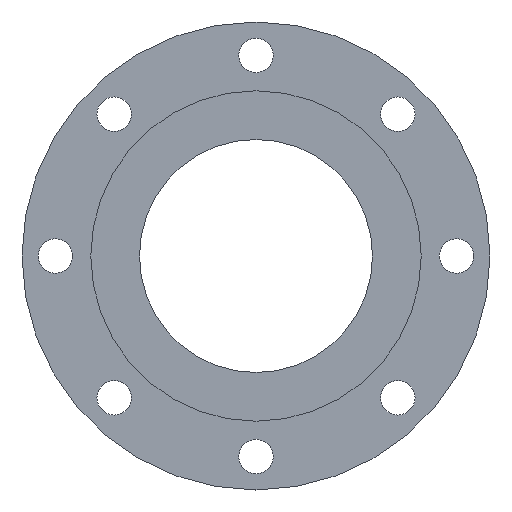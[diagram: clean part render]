
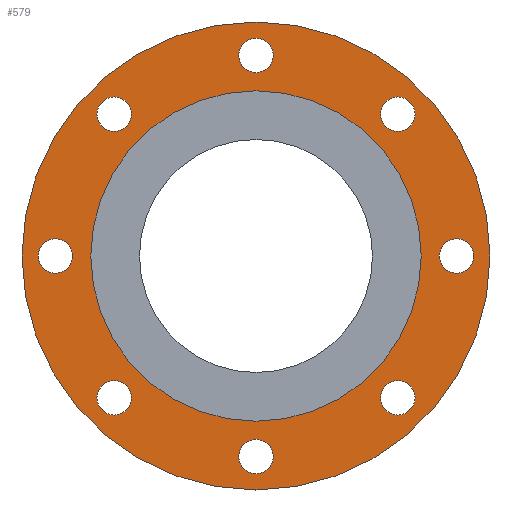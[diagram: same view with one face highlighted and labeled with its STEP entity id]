
A CAD part, front view. The second image highlights one B-rep face of the part: STEP entity #579.
In plain terms, the highlighted planar face has unit normal (0, -1, 0).
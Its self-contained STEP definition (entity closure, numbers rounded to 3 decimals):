
#23=FACE_BOUND('',#122,.T.);
#24=FACE_BOUND('',#123,.T.);
#25=FACE_BOUND('',#124,.T.);
#26=FACE_BOUND('',#125,.T.);
#27=FACE_BOUND('',#126,.T.);
#28=FACE_BOUND('',#127,.T.);
#29=FACE_BOUND('',#128,.T.);
#30=FACE_BOUND('',#129,.T.);
#31=FACE_BOUND('',#130,.T.);
#53=PLANE('',#669);
#82=FACE_OUTER_BOUND('',#121,.T.);
#121=EDGE_LOOP('',(#456));
#122=EDGE_LOOP('',(#457));
#123=EDGE_LOOP('',(#458));
#124=EDGE_LOOP('',(#459));
#125=EDGE_LOOP('',(#460));
#126=EDGE_LOOP('',(#461));
#127=EDGE_LOOP('',(#462));
#128=EDGE_LOOP('',(#463));
#129=EDGE_LOOP('',(#464));
#130=EDGE_LOOP('',(#465));
#204=CIRCLE('',#613,9.);
#208=CIRCLE('',#619,9.);
#212=CIRCLE('',#625,9.);
#216=CIRCLE('',#631,9.);
#220=CIRCLE('',#637,9.);
#224=CIRCLE('',#643,9.);
#228=CIRCLE('',#649,9.);
#232=CIRCLE('',#655,9.);
#241=CIRCLE('',#668,122.5);
#242=CIRCLE('',#670,86.5);
#253=VERTEX_POINT('',#875);
#257=VERTEX_POINT('',#887);
#261=VERTEX_POINT('',#899);
#265=VERTEX_POINT('',#911);
#269=VERTEX_POINT('',#923);
#273=VERTEX_POINT('',#935);
#277=VERTEX_POINT('',#947);
#281=VERTEX_POINT('',#959);
#288=VERTEX_POINT('',#1008);
#289=VERTEX_POINT('',#1012);
#301=EDGE_CURVE('',#253,#253,#204,.T.);
#307=EDGE_CURVE('',#257,#257,#208,.T.);
#313=EDGE_CURVE('',#261,#261,#212,.T.);
#319=EDGE_CURVE('',#265,#265,#216,.T.);
#325=EDGE_CURVE('',#269,#269,#220,.T.);
#331=EDGE_CURVE('',#273,#273,#224,.T.);
#337=EDGE_CURVE('',#277,#277,#228,.T.);
#343=EDGE_CURVE('',#281,#281,#232,.T.);
#353=EDGE_CURVE('',#288,#288,#241,.T.);
#355=EDGE_CURVE('',#289,#289,#242,.T.);
#456=ORIENTED_EDGE('',*,*,#353,.T.);
#457=ORIENTED_EDGE('',*,*,#301,.T.);
#458=ORIENTED_EDGE('',*,*,#307,.T.);
#459=ORIENTED_EDGE('',*,*,#313,.T.);
#460=ORIENTED_EDGE('',*,*,#319,.T.);
#461=ORIENTED_EDGE('',*,*,#325,.T.);
#462=ORIENTED_EDGE('',*,*,#331,.T.);
#463=ORIENTED_EDGE('',*,*,#337,.T.);
#464=ORIENTED_EDGE('',*,*,#343,.T.);
#465=ORIENTED_EDGE('',*,*,#355,.F.);
#579=ADVANCED_FACE('',(#82,#23,#24,#25,#26,#27,#28,#29,#30,#31),#53,.T.);
#613=AXIS2_PLACEMENT_3D('',#877,#700,#701);
#619=AXIS2_PLACEMENT_3D('',#889,#714,#715);
#625=AXIS2_PLACEMENT_3D('',#901,#728,#729);
#631=AXIS2_PLACEMENT_3D('',#913,#742,#743);
#637=AXIS2_PLACEMENT_3D('',#925,#756,#757);
#643=AXIS2_PLACEMENT_3D('',#937,#770,#771);
#649=AXIS2_PLACEMENT_3D('',#949,#784,#785);
#655=AXIS2_PLACEMENT_3D('',#961,#798,#799);
#668=AXIS2_PLACEMENT_3D('',#1009,#825,#826);
#669=AXIS2_PLACEMENT_3D('',#1011,#828,#829);
#670=AXIS2_PLACEMENT_3D('',#1013,#830,#831);
#700=DIRECTION('center_axis',(0.,1.,0.));
#701=DIRECTION('ref_axis',(1.,0.,0.));
#714=DIRECTION('center_axis',(0.,1.,0.));
#715=DIRECTION('ref_axis',(1.,0.,0.));
#728=DIRECTION('center_axis',(0.,1.,0.));
#729=DIRECTION('ref_axis',(1.,0.,0.));
#742=DIRECTION('center_axis',(0.,1.,0.));
#743=DIRECTION('ref_axis',(1.,0.,0.));
#756=DIRECTION('center_axis',(0.,1.,0.));
#757=DIRECTION('ref_axis',(1.,0.,0.));
#770=DIRECTION('center_axis',(0.,1.,0.));
#771=DIRECTION('ref_axis',(1.,0.,0.));
#784=DIRECTION('center_axis',(0.,1.,0.));
#785=DIRECTION('ref_axis',(1.,0.,0.));
#798=DIRECTION('center_axis',(0.,1.,0.));
#799=DIRECTION('ref_axis',(1.,0.,0.));
#825=DIRECTION('center_axis',(0.,-1.,0.));
#826=DIRECTION('ref_axis',(1.,0.,0.));
#828=DIRECTION('center_axis',(0.,-1.,0.));
#829=DIRECTION('ref_axis',(0.,0.,-1.));
#830=DIRECTION('center_axis',(0.,-1.,0.));
#831=DIRECTION('ref_axis',(1.,0.,0.));
#875=CARTESIAN_POINT('',(96.,7.,0.));
#877=CARTESIAN_POINT('Origin',(105.,7.,0.));
#887=CARTESIAN_POINT('',(-9.,7.,-105.));
#889=CARTESIAN_POINT('Origin',(0.,7.,-105.));
#899=CARTESIAN_POINT('',(-114.,7.,0.));
#901=CARTESIAN_POINT('Origin',(-105.,7.,0.));
#911=CARTESIAN_POINT('',(65.246,7.,74.246));
#913=CARTESIAN_POINT('Origin',(74.246,7.,74.246));
#923=CARTESIAN_POINT('',(-83.246,7.,-74.246));
#925=CARTESIAN_POINT('Origin',(-74.246,7.,-74.246));
#935=CARTESIAN_POINT('',(65.246,7.,-74.246));
#937=CARTESIAN_POINT('Origin',(74.246,7.,-74.246));
#947=CARTESIAN_POINT('',(-83.246,7.,74.246));
#949=CARTESIAN_POINT('Origin',(-74.246,7.,74.246));
#959=CARTESIAN_POINT('',(-9.,7.,105.));
#961=CARTESIAN_POINT('Origin',(0.,7.,105.));
#1008=CARTESIAN_POINT('',(-122.5,7.,0.));
#1009=CARTESIAN_POINT('Origin',(0.,7.,0.));
#1011=CARTESIAN_POINT('Origin',(86.5,7.,0.));
#1012=CARTESIAN_POINT('',(-86.5,7.,0.));
#1013=CARTESIAN_POINT('Origin',(0.,7.,0.));
